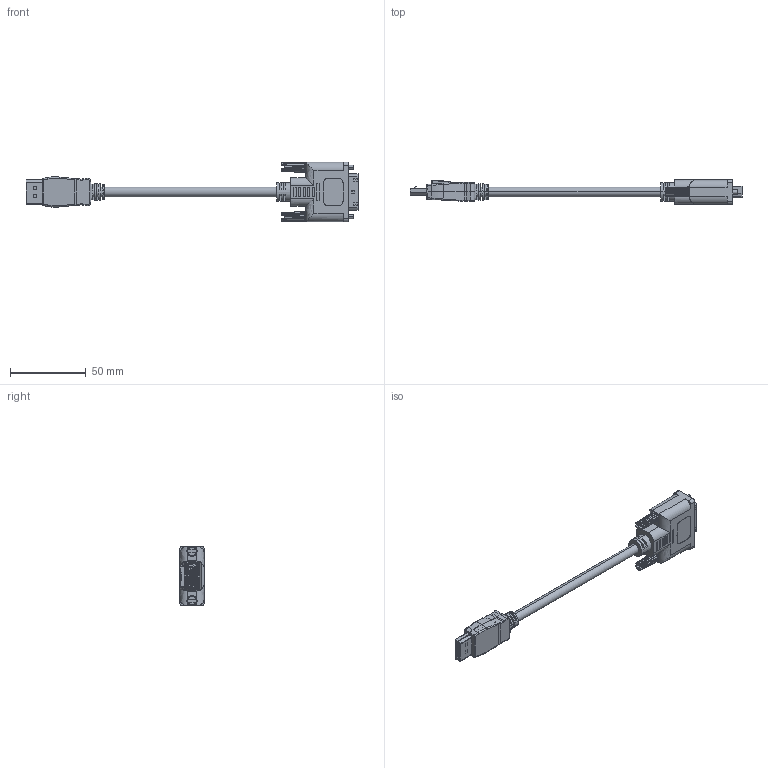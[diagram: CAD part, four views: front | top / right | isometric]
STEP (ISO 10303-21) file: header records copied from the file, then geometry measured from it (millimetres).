
FILE_DESCRIPTION (( 'STEP AP214' ), '1' );
FILE_NAME ('VPA00004_3D.STEP', '2020-09-11T19:11:43', ( '' ), ( '' ), 'SwSTEP 2.0', 'SolidWorks 2018', '' );
FILE_SCHEMA (( 'AUTOMOTIVE_DESIGN' ));
Length unit declared in the file: inch
Products named in the file (23): DP-HOUSING; TOP SHELL___; COVER-DOWN; 1AL08-275_5" LONG; RIGHT LATCH; 3AA07-026; TOP-SHELL-1; WIRE HOLDER; 3AB14-040; COVER-UP; DP-SHELL; BOTTOM SHELL_NO CRIMPING; CGDVI-DL-MM-MA1_With Thumbscrews; TOP-SHELL-2; DP SHORT COVER CBL S.R___; VPA00004_3D; 1AH04-005_With Strain Relief; BOTTOM-SHELL-2; DP-CONTACT; BOTTOM-SHELL-1_NO CRIMPING; LEET LATCH; DP-COVER; CGDVI-MA1
Assembly tree (42 placements, depth 4):
  VPA00004_3D
    1AL08-275_5" LONG
    1AH04-005_With Strain Relief
      DP-HOUSING
      LEET LATCH
      DP-SHELL
      RIGHT LATCH
      DP-CONTACT  x20
      DP-COVER
      WIRE HOLDER
      TOP SHELL___
        TOP-SHELL-2
        TOP-SHELL-1
      BOTTOM SHELL_NO CRIMPING
        BOTTOM-SHELL-1_NO CRIMPING
        BOTTOM-SHELL-2
      COVER-DOWN
      COVER-UP
      DP SHORT COVER CBL S.R___
    CGDVI-DL-MM-MA1_With Thumbscrews
      CGDVI-MA1
      3AB14-040
      3AA07-026  x2
Bounding box: 218.68 x 16.26 x 39.2 mm (x, y, z)
Volume: 30172 mm3; surface area: 24866 mm2
Topology: 38 solids, 38 shells, 4171 faces, 11036 edges, 6927 vertices
Faces by surface type: plane 2695, cylinder 850, bspline 592, cone 30, torus 4
Entity records: 114581 total; most frequent: CARTESIAN_POINT 34623, ORIENTED_EDGE 16920, DIRECTION 13969, EDGE_CURVE 8460, LINE 6209, VECTOR 6209, VERTEX_POINT 5389, AXIS2_PLACEMENT_3D 3880
